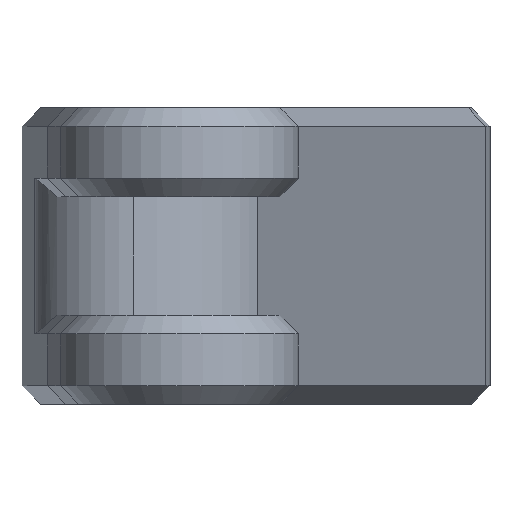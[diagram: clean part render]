
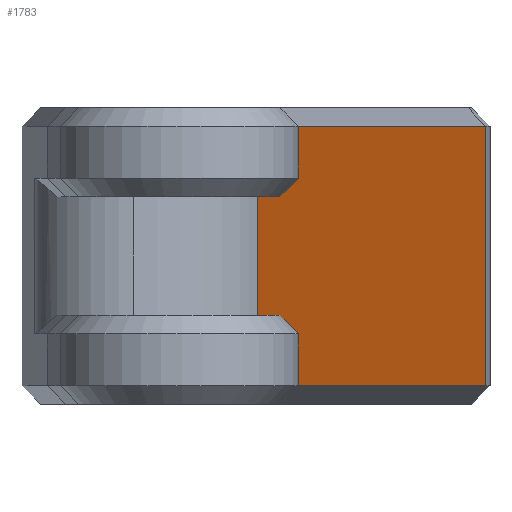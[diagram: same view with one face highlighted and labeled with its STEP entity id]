
A CAD part, left-side view. The second image highlights one B-rep face of the part: STEP entity #1783.
In plain terms, the highlighted planar face has unit normal (-0.301, -0.954, 0).
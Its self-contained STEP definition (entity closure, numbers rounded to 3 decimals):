
#234=FACE_OUTER_BOUND('',#349,.T.);
#349=EDGE_LOOP('',(#1498,#1499,#1500,#1501));
#503=LINE('',#2978,#673);
#520=LINE('',#3026,#690);
#521=LINE('',#3030,#691);
#522=LINE('',#3031,#692);
#673=VECTOR('',#2401,10.);
#690=VECTOR('',#2458,10.);
#691=VECTOR('',#2463,10.);
#692=VECTOR('',#2464,10.);
#857=VERTEX_POINT('',#2973);
#858=VERTEX_POINT('',#2977);
#869=VERTEX_POINT('',#3025);
#870=VERTEX_POINT('',#3029);
#1069=EDGE_CURVE('',#857,#858,#503,.T.);
#1093=EDGE_CURVE('',#858,#869,#520,.T.);
#1095=EDGE_CURVE('',#870,#857,#521,.T.);
#1096=EDGE_CURVE('',#869,#870,#522,.T.);
#1498=ORIENTED_EDGE('',*,*,#1069,.F.);
#1499=ORIENTED_EDGE('',*,*,#1095,.F.);
#1500=ORIENTED_EDGE('',*,*,#1096,.F.);
#1501=ORIENTED_EDGE('',*,*,#1093,.F.);
#1694=PLANE('',#1983);
#1783=ADVANCED_FACE('',(#234),#1694,.T.);
#1983=AXIS2_PLACEMENT_3D('',#3028,#2461,#2462);
#2401=DIRECTION('',(0.954,-0.301,0.));
#2458=DIRECTION('',(0.,0.,-1.));
#2461=DIRECTION('center_axis',(-0.301,-0.954,0.));
#2462=DIRECTION('ref_axis',(-0.954,0.301,0.));
#2463=DIRECTION('',(0.,0.,1.));
#2464=DIRECTION('',(-0.954,0.301,0.));
#2973=CARTESIAN_POINT('',(-142.34,76.556,15.));
#2977=CARTESIAN_POINT('',(-102.619,64.01,15.));
#2978=CARTESIAN_POINT('',(-122.849,70.4,15.));
#3025=CARTESIAN_POINT('',(-102.619,64.01,1.));
#3026=CARTESIAN_POINT('',(-102.619,64.01,16.));
#3028=CARTESIAN_POINT('Origin',(-102.619,64.01,16.));
#3029=CARTESIAN_POINT('',(-142.34,76.556,1.));
#3030=CARTESIAN_POINT('',(-142.34,76.556,16.));
#3031=CARTESIAN_POINT('',(-122.849,70.4,1.));
